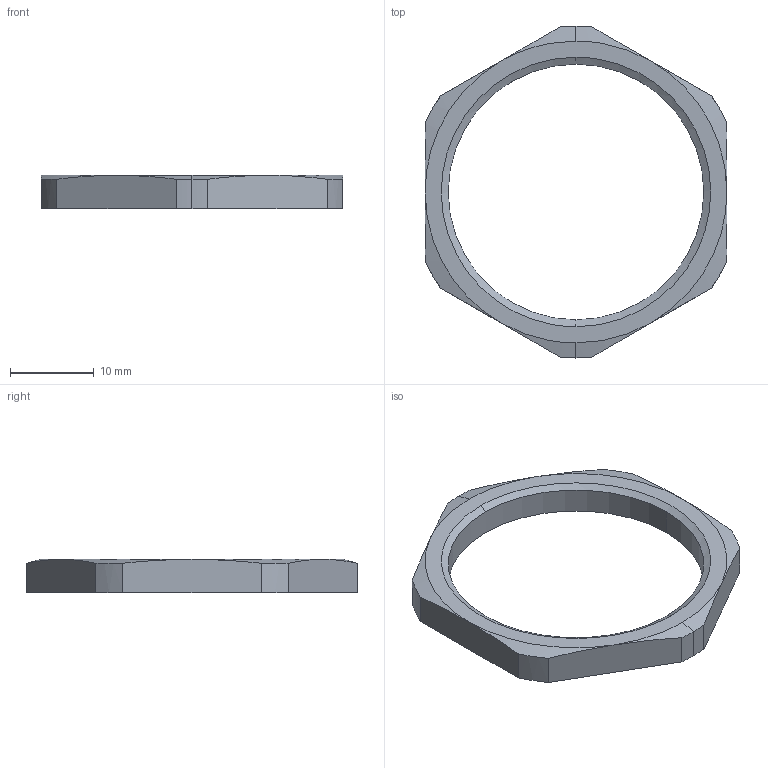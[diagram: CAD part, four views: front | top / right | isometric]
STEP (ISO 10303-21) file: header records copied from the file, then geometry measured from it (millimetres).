
FILE_DESCRIPTION(('CATIA V5 STEP Exchange','CAx-IF Rec.Pracs.--- Model Styling and Organization---1.4--- 2014-01-23'),'2;1');
FILE_NAME ('020086-3_1_1737020000_1737020000.stp','2020-01-17T07:22:07+00:00',('none'),('Weidmueller'),'CATIA Version 5-6 Release 2016 SP3 HF44','CATIA V5 STEP AP214','none');
FILE_SCHEMA(('AUTOMOTIVE_DESIGN { 1 0 10303 214 1 1 1 1 }'));
Length unit declared in the file: millimetre
Products named in the file (1): 1737020000_SKMU_M32_MS
Bounding box: 36 x 39.6 x 4 mm (x, y, z)
Volume: 1468.7 mm3; surface area: 1540.8 mm2
Topology: 1 solids, 1 shells, 30 faces, 76 edges, 48 vertices
Faces by surface type: cone 12, cylinder 10, plane 8
Entity records: 1122 total; most frequent: CARTESIAN_POINT 397, ORIENTED_EDGE 152, DIRECTION 107, EDGE_CURVE 76, AXIS2_PLACEMENT_3D 50, VERTEX_POINT 48, EDGE_LOOP 32, ADVANCED_FACE 30
